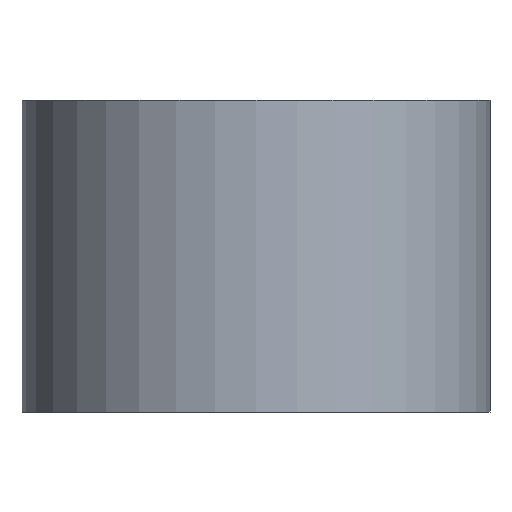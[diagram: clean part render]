
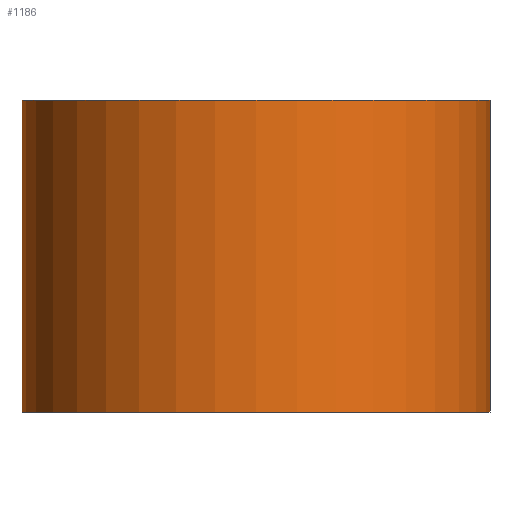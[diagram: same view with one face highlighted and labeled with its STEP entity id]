
A CAD part, left-side view. The second image highlights one B-rep face of the part: STEP entity #1186.
In plain terms, the highlighted cylindrical face has radius 3.75 mm (diameter 7.5 mm), a full revolution.
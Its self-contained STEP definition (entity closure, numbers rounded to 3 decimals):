
#25=CYLINDRICAL_SURFACE('',#1285,3.75);
#82=LINE('',#1811,#224);
#83=LINE('',#1816,#225);
#224=VECTOR('',#1450,1000.);
#225=VECTOR('',#1455,1000.);
#387=ORIENTED_EDGE('',*,*,#709,.T.);
#388=ORIENTED_EDGE('',*,*,#719,.F.);
#389=ORIENTED_EDGE('',*,*,#720,.T.);
#390=ORIENTED_EDGE('',*,*,#699,.T.);
#391=ORIENTED_EDGE('',*,*,#697,.T.);
#392=ORIENTED_EDGE('',*,*,#721,.T.);
#393=ORIENTED_EDGE('',*,*,#722,.T.);
#394=ORIENTED_EDGE('',*,*,#650,.F.);
#650=EDGE_CURVE('',#816,#816,#931,.T.);
#697=EDGE_CURVE('',#863,#864,#934,.T.);
#699=EDGE_CURVE('',#865,#863,#936,.T.);
#709=EDGE_CURVE('',#874,#875,#944,.T.);
#719=EDGE_CURVE('',#884,#875,#82,.T.);
#720=EDGE_CURVE('',#884,#865,#952,.T.);
#721=EDGE_CURVE('',#864,#885,#953,.T.);
#722=EDGE_CURVE('',#885,#874,#83,.T.);
#816=VERTEX_POINT('',#1671);
#863=VERTEX_POINT('',#1767);
#864=VERTEX_POINT('',#1768);
#865=VERTEX_POINT('',#1771);
#874=VERTEX_POINT('',#1791);
#875=VERTEX_POINT('',#1792);
#884=VERTEX_POINT('',#1812);
#885=VERTEX_POINT('',#1815);
#931=CIRCLE('',#1261,3.75);
#934=CIRCLE('',#1266,3.75);
#936=CIRCLE('',#1268,3.75);
#944=CIRCLE('',#1277,3.75);
#952=CIRCLE('',#1286,3.75);
#953=CIRCLE('',#1287,3.75);
#973=EDGE_LOOP('',(#387,#388,#389,#390,#391,#392,#393));
#974=EDGE_LOOP('',(#394));
#1060=FACE_BOUND('',#973,.T.);
#1061=FACE_BOUND('',#974,.T.);
#1186=ADVANCED_FACE('',(#1060,#1061),#25,.T.);
#1261=AXIS2_PLACEMENT_3D('',#1670,#1352,#1353);
#1266=AXIS2_PLACEMENT_3D('',#1766,#1406,#1407);
#1268=AXIS2_PLACEMENT_3D('',#1770,#1410,#1411);
#1277=AXIS2_PLACEMENT_3D('',#1790,#1430,#1431);
#1285=AXIS2_PLACEMENT_3D('',#1810,#1448,#1449);
#1286=AXIS2_PLACEMENT_3D('',#1813,#1451,#1452);
#1287=AXIS2_PLACEMENT_3D('',#1814,#1453,#1454);
#1352=DIRECTION('',(0.,0.,1.));
#1353=DIRECTION('',(1.,0.,0.));
#1406=DIRECTION('',(0.,0.,1.));
#1407=DIRECTION('',(1.,0.,0.));
#1410=DIRECTION('',(0.,0.,1.));
#1411=DIRECTION('',(1.,0.,0.));
#1430=DIRECTION('',(0.,0.,1.));
#1431=DIRECTION('',(1.,0.,0.));
#1448=DIRECTION('',(0.,0.,-1.));
#1449=DIRECTION('',(-1.,0.,0.));
#1450=DIRECTION('',(0.,0.,-1.));
#1451=DIRECTION('',(0.,0.,1.));
#1452=DIRECTION('',(1.,0.,0.));
#1453=DIRECTION('',(0.,0.,1.));
#1454=DIRECTION('',(1.,0.,0.));
#1455=DIRECTION('',(0.,0.,-1.));
#1670=CARTESIAN_POINT('',(0.,0.,5.));
#1671=CARTESIAN_POINT('',(3.75,0.,5.));
#1766=CARTESIAN_POINT('',(0.,0.,2.));
#1767=CARTESIAN_POINT('',(3.75,0.,2.));
#1768=CARTESIAN_POINT('',(1.05,3.6,2.));
#1770=CARTESIAN_POINT('',(0.,0.,2.));
#1771=CARTESIAN_POINT('',(1.05,-3.6,2.));
#1790=CARTESIAN_POINT('',(0.,0.,0.));
#1791=CARTESIAN_POINT('',(0.,3.75,0.));
#1792=CARTESIAN_POINT('',(0.,-3.75,0.));
#1810=CARTESIAN_POINT('',(0.,0.,2.));
#1811=CARTESIAN_POINT('',(0.,-3.75,2.));
#1812=CARTESIAN_POINT('',(0.,-3.75,2.));
#1813=CARTESIAN_POINT('',(0.,0.,2.));
#1814=CARTESIAN_POINT('',(0.,0.,2.));
#1815=CARTESIAN_POINT('',(0.,3.75,2.));
#1816=CARTESIAN_POINT('',(0.,3.75,2.));
